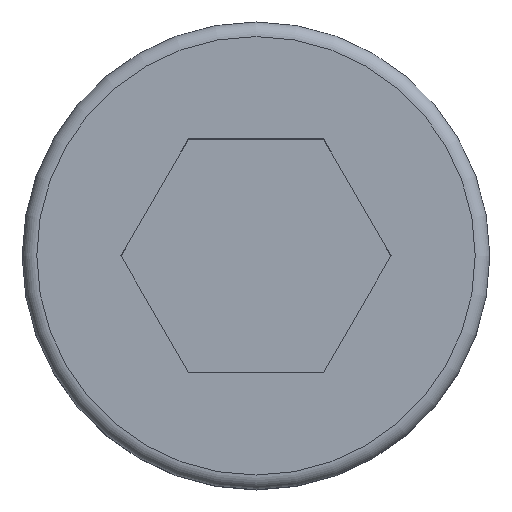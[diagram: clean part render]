
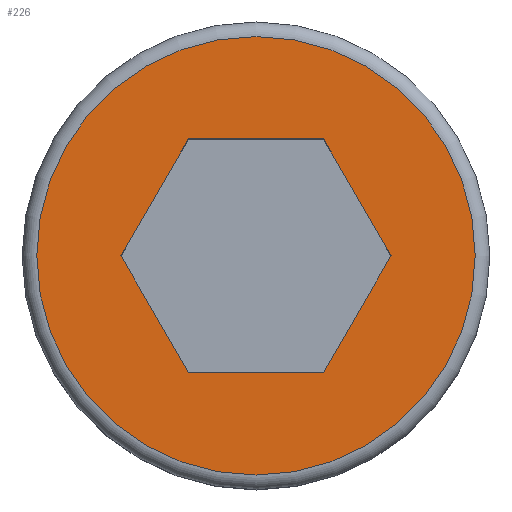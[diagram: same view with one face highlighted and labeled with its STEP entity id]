
A CAD part, top view. The second image highlights one B-rep face of the part: STEP entity #226.
In plain terms, the highlighted planar face has unit normal (0, 0, 1).
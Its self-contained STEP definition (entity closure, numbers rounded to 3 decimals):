
#15=LINE('',#358,#33);
#16=LINE('',#360,#34);
#17=LINE('',#362,#35);
#18=LINE('',#364,#36);
#19=LINE('',#366,#37);
#20=LINE('',#367,#38);
#33=VECTOR('',#295,10.);
#34=VECTOR('',#296,10.);
#35=VECTOR('',#297,10.);
#36=VECTOR('',#298,10.);
#37=VECTOR('',#299,10.);
#38=VECTOR('',#300,10.);
#53=PLANE('',#256);
#70=FACE_BOUND('',#100,.T.);
#79=FACE_OUTER_BOUND('',#99,.T.);
#99=EDGE_LOOP('',(#177));
#100=EDGE_LOOP('',(#178,#179,#180,#181,#182,#183));
#118=CIRCLE('',#253,7.5);
#126=VERTEX_POINT('',#350);
#128=VERTEX_POINT('',#356);
#129=VERTEX_POINT('',#357);
#130=VERTEX_POINT('',#359);
#131=VERTEX_POINT('',#361);
#132=VERTEX_POINT('',#363);
#133=VERTEX_POINT('',#365);
#146=EDGE_CURVE('',#126,#126,#118,.T.);
#148=EDGE_CURVE('',#128,#129,#15,.T.);
#149=EDGE_CURVE('',#129,#130,#16,.T.);
#150=EDGE_CURVE('',#130,#131,#17,.T.);
#151=EDGE_CURVE('',#131,#132,#18,.T.);
#152=EDGE_CURVE('',#132,#133,#19,.T.);
#153=EDGE_CURVE('',#133,#128,#20,.T.);
#177=ORIENTED_EDGE('',*,*,#146,.F.);
#178=ORIENTED_EDGE('',*,*,#148,.T.);
#179=ORIENTED_EDGE('',*,*,#149,.T.);
#180=ORIENTED_EDGE('',*,*,#150,.T.);
#181=ORIENTED_EDGE('',*,*,#151,.T.);
#182=ORIENTED_EDGE('',*,*,#152,.T.);
#183=ORIENTED_EDGE('',*,*,#153,.T.);
#226=ADVANCED_FACE('',(#79,#70),#53,.T.);
#253=AXIS2_PLACEMENT_3D('',#351,#287,#288);
#256=AXIS2_PLACEMENT_3D('',#355,#293,#294);
#287=DIRECTION('center_axis',(0.,0.,-1.));
#288=DIRECTION('ref_axis',(-1.,0.,0.));
#293=DIRECTION('center_axis',(0.,0.,1.));
#294=DIRECTION('ref_axis',(1.,0.,0.));
#295=DIRECTION('',(1.,0.,0.));
#296=DIRECTION('',(0.5,-0.866,0.));
#297=DIRECTION('',(-0.5,-0.866,0.));
#298=DIRECTION('',(-1.,0.,0.));
#299=DIRECTION('',(-0.5,0.866,0.));
#300=DIRECTION('',(0.5,0.866,0.));
#350=CARTESIAN_POINT('',(7.5,0.,19.));
#351=CARTESIAN_POINT('Origin',(0.,0.,19.));
#355=CARTESIAN_POINT('Origin',(0.,0.,19.));
#356=CARTESIAN_POINT('',(-2.309,4.,19.));
#357=CARTESIAN_POINT('',(2.309,4.,19.));
#358=CARTESIAN_POINT('',(-1.155,4.,19.));
#359=CARTESIAN_POINT('',(4.619,0.,19.));
#360=CARTESIAN_POINT('',(2.887,3.,19.));
#361=CARTESIAN_POINT('',(2.309,-4.,19.));
#362=CARTESIAN_POINT('',(4.041,-1.,19.));
#363=CARTESIAN_POINT('',(-2.309,-4.,19.));
#364=CARTESIAN_POINT('',(1.155,-4.,19.));
#365=CARTESIAN_POINT('',(-4.619,0.,19.));
#366=CARTESIAN_POINT('',(-2.887,-3.,19.));
#367=CARTESIAN_POINT('',(-4.041,1.,19.));
